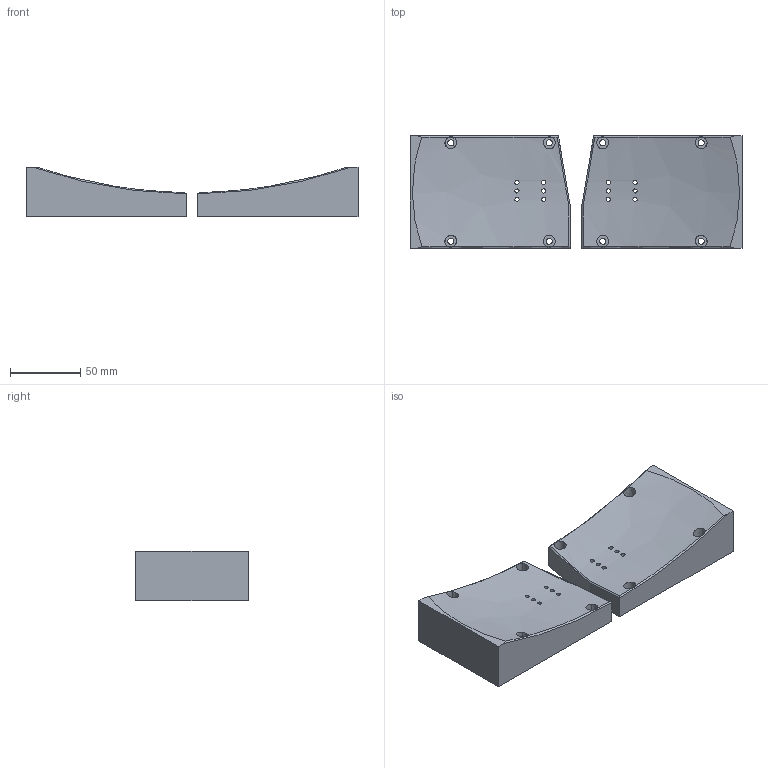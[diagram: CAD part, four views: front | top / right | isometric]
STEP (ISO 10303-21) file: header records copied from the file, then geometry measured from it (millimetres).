
FILE_DESCRIPTION(/* description */ (''),/* implementation_level */ '2;1');
FILE_NAME(/* name */ 'DEVISB~1',/* time_stamp */ '2024-05-11T08:32:02+02:00',/* author */ (''),/* organization */ (''),/* preprocessor_version */ 'ST-DEVELOPER v15',/* originating_system */ '',/* authorisation */ '');
FILE_SCHEMA (('AUTOMOTIVE_DESIGN'));
Length unit declared in the file: millimetre
Products named in the file (1): Document
Bounding box: 236 x 80 x 35 mm (x, y, z)
Surface area: 60359.1 mm2 (no closed solid volume)
Topology: 0 solids, 2 shells, 88 faces, 260 edges, 168 vertices
Faces by surface type: bspline 66, plane 22
Entity records: 4304 total; most frequent: CARTESIAN_POINT 2796, ORIENTED_EDGE 504, EDGE_CURVE 260, VERTEX_POINT 168, B_SPLINE_CURVE_WITH_KNOTS 130, EDGE_LOOP 128, ADVANCED_FACE 88, FACE_OUTER_BOUND 88
